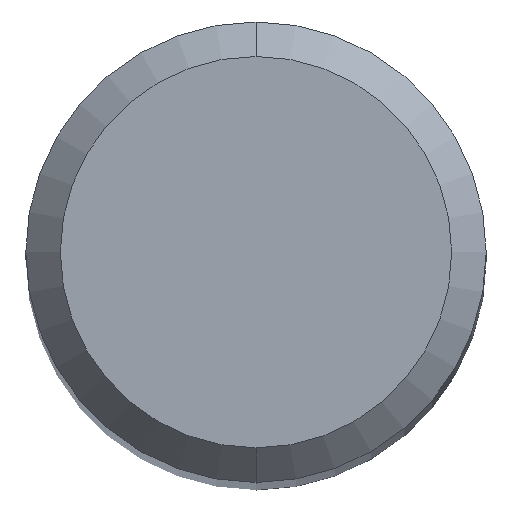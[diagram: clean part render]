
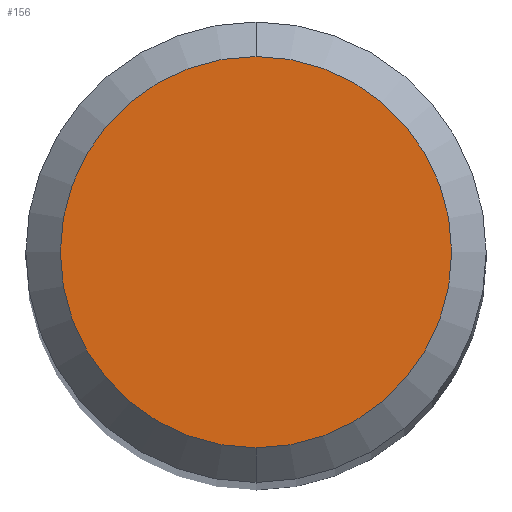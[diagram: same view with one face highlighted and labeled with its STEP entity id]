
A CAD part, top view. The second image highlights one B-rep face of the part: STEP entity #156.
In plain terms, the highlighted planar face has unit normal (0, 0, 1).
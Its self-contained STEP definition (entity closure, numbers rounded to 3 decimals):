
#128=VERTEX_POINT('',#270);
#134=EDGE_CURVE('',#128,#164,#276,.T.);
#156=ADVANCED_FACE('',(#304),#305,.T.);
#164=VERTEX_POINT('',#313);
#206=EDGE_CURVE('',#164,#128,#359,.T.);
#270=CARTESIAN_POINT('',(0.0,1.7,0.0));
#276=CIRCLE('',#439,1.7);
#304=FACE_OUTER_BOUND('',#471,.T.);
#305=PLANE('',#472);
#313=CARTESIAN_POINT('',(0.,-1.7,0.0));
#359=CIRCLE('',#538,1.7);
#439=AXIS2_PLACEMENT_3D('',#603,#604,#605);
#471=EDGE_LOOP('',(#654,#655));
#472=AXIS2_PLACEMENT_3D('',#656,#657,#658);
#538=AXIS2_PLACEMENT_3D('',#711,#712,#713);
#603=CARTESIAN_POINT('',(0.0,0.0,0.0));
#604=DIRECTION('',(0.0,0.0,-1.0));
#605=DIRECTION('',(0.0,1.0,0.0));
#654=ORIENTED_EDGE('',*,*,#134,.F.);
#655=ORIENTED_EDGE('',*,*,#206,.F.);
#656=CARTESIAN_POINT('',(0.0,0.85,0.0));
#657=DIRECTION('',(-0.0,0.0,1.0));
#658=DIRECTION('',(0.0,-1.0,0.0));
#711=CARTESIAN_POINT('',(0.0,0.0,0.0));
#712=DIRECTION('',(0.0,0.0,-1.0));
#713=DIRECTION('',(0.0,1.0,0.0));
